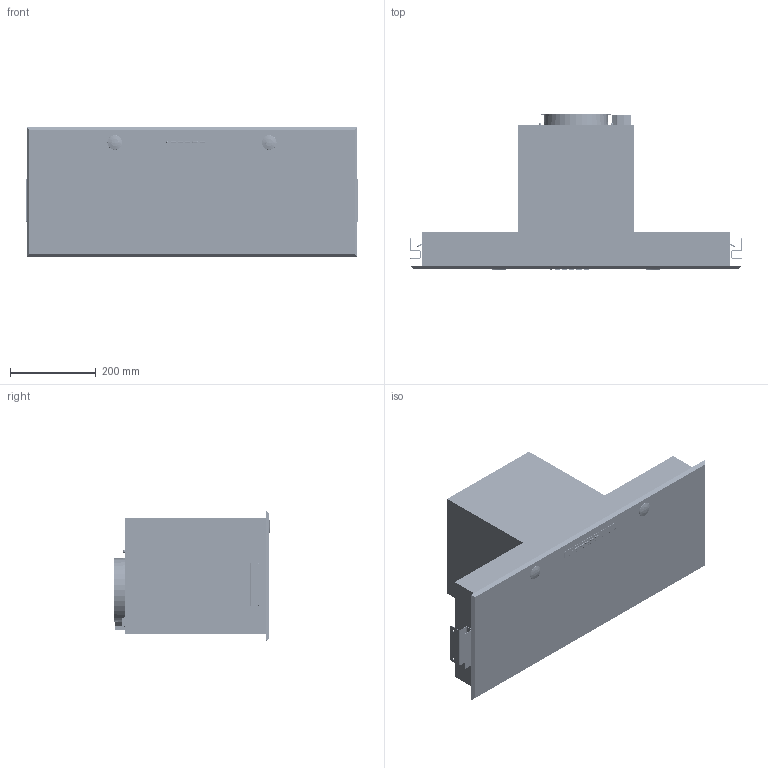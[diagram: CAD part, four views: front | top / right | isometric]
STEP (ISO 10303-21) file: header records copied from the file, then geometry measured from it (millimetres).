
FILE_DESCRIPTION((''),'2;1');
FILE_NAME('G03_720_ASM','2014-03-05T',('TF035'),(''),'PRO/ENGINEER BY PARAMETRIC TECHNOLOGY CORPORATION, 2010280','PRO/ENGINEER BY PARAMETRIC TECHNOLOGY CORPORATION, 2010280','');
FILE_SCHEMA(('CONFIG_CONTROL_DESIGN'));
Products named in the file (60): G03_710_SKEL; G03_013; G03_017; G03_721_ASM; G03_001; G03_002; A18_022; G03_712_ASM; 178_055; 178_056; 178_059; 178_053; 178_054; 178_702_ASM; G03_015; 241_105; SH9_016; SH9_015; G03_011; G03_012; SH5_015; A41_FERMAGLIO_LENTO; G03_723_ASM; G03_014; CMM_BOCCOLA_M4; ROND_MOT8; A41_PERNO_FERMAGLIO; A42_052; A42_022; A42_058; A42_716_ASM; G03_022; G03_724_ASM; A18_027; 350_050; A18_028; A18_029; A18_721_ASM; A65_029; A65_030 ...
Assembly tree (85 placements, depth 4):
  G03_720_ASM
    G03_710_SKEL
    G03_721_ASM
      G03_710_SKEL
      G03_013
      G03_017  x2
    G03_001
    G03_712_ASM
      G03_710_SKEL
      G03_002
      A18_022
    178_702_ASM  x2
      178_055
      178_056
      178_059
      178_053
      178_054
    G03_723_ASM
      G03_710_SKEL
      G03_015
      241_105  x3
      SH9_016
      SH9_015
      G03_011
      G03_012
      SH5_015  x2
      A41_FERMAGLIO_LENTO  x2
    G03_724_ASM
      G03_710_SKEL
      G03_014
      CMM_BOCCOLA_M4  x2
      ROND_MOT8  x2
      A41_PERNO_FERMAGLIO  x2
      A42_716_ASM
        A42_052
        A42_022
        A42_058
      A42_052
      G03_022
    A18_721_ASM
      A18_027
      350_050  x2
      A18_028
      A18_029
    G03_715_ASM
      G03_710_SKEL
      A65_724_ASM
        A65_029
        A65_030
        A65_028
        A65_032  x4
        A65_031
      G03_007
    G03_726_ASM
      G03_720_SKEL
      FID_007  x3
    133_101  x2
    CME_023  x2
    CME_FARETTO-SOLO  x2
    A18_030
Bounding box: 774 x 365.8 x 301.41 mm (x, y, z)
Surface area: 8458577.3 mm2
Topology: 79 solids, 80 shells, 7011 faces, 17725 edges, 10899 vertices
Faces by surface type: plane 3757, cylinder 2161, torus 465, cone 346, sphere 148, bspline 134
Entity records: 187875 total; most frequent: CARTESIAN_POINT 50547, DIRECTION 29499, ORIENTED_EDGE 27904, EDGE_CURVE 13961, AXIS2_PLACEMENT_3D 10387, VECTOR 8725, LINE 8725, VERTEX_POINT 8584
